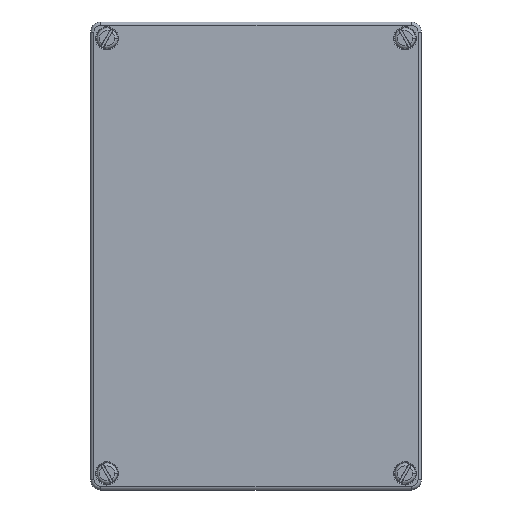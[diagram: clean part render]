
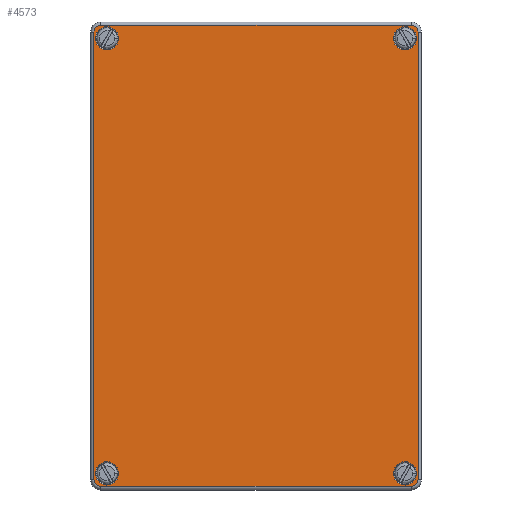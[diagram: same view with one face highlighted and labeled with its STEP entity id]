
A CAD part, top view. The second image highlights one B-rep face of the part: STEP entity #4573.
In plain terms, the highlighted planar face has unit normal (0, 0, 1).
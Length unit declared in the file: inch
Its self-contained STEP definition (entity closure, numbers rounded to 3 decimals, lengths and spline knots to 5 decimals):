
#158 = FACE_OUTER_BOUND ( 'NONE', #5490, .T. ) ;
#165 = FACE_BOUND ( 'NONE', #5500, .T. ) ;
#166 = FACE_BOUND ( 'NONE', #5493, .T. ) ;
#168 = FACE_BOUND ( 'NONE', #5492, .T. ) ;
#170 = FACE_BOUND ( 'NONE', #5491, .T. ) ;
#399 = ORIENTED_EDGE ( 'NONE', *, *, #7821, .T. ) ;
#799 = CARTESIAN_POINT ( 'NONE',  ( 2.23445, -3.31648, 2.17 ) ) ;
#850 = CARTESIAN_POINT ( 'NONE',  ( 2.33148, 3.21945, 2.17 ) ) ;
#904 = CARTESIAN_POINT ( 'NONE',  ( 2.33148, -3.21945, 2.17 ) ) ;
#1245 = VERTEX_POINT ( 'NONE', #904 ) ;
#1287 = VERTEX_POINT ( 'NONE', #850 ) ;
#1333 = VERTEX_POINT ( 'NONE', #799 ) ;
#1504 = VERTEX_POINT ( 'NONE', #6761 ) ;
#1516 = VERTEX_POINT ( 'NONE', #6749 ) ;
#1520 = VERTEX_POINT ( 'NONE', #6745 ) ;
#1528 = VERTEX_POINT ( 'NONE', #6737 ) ;
#1532 = VERTEX_POINT ( 'NONE', #6733 ) ;
#1537 = VERTEX_POINT ( 'NONE', #6728 ) ;
#1539 = VERTEX_POINT ( 'NONE', #6726 ) ;
#1541 = VERTEX_POINT ( 'NONE', #6724 ) ;
#1546 = VERTEX_POINT ( 'NONE', #6719 ) ;
#1552 = VERTEX_POINT ( 'NONE', #6713 ) ;
#1559 = VERTEX_POINT ( 'NONE', #6706 ) ;
#1571 = VERTEX_POINT ( 'NONE', #6694 ) ;
#1573 = VERTEX_POINT ( 'NONE', #6692 ) ;
#2344 = EDGE_CURVE ( 'NONE', #1532, #1528, #5997, .T. ) ;
#2346 = EDGE_CURVE ( 'NONE', #1559, #1573, #5993, .T. ) ;
#2348 = EDGE_CURVE ( 'NONE', #1333, #1245, #6001, .T. ) ;
#2349 = EDGE_CURVE ( 'NONE', #1520, #1516, #6002, .T. ) ;
#2352 = EDGE_CURVE ( 'NONE', #1537, #1546, #6006, .T. ) ;
#2353 = EDGE_CURVE ( 'NONE', #1541, #1539, #6007, .T. ) ;
#2354 = EDGE_CURVE ( 'NONE', #1573, #1571, #6009, .T. ) ;
#2355 = EDGE_CURVE ( 'NONE', #1571, #1333, #5999, .T. ) ;
#2356 = EDGE_CURVE ( 'NONE', #1245, #1287, #6010, .T. ) ;
#2357 = EDGE_CURVE ( 'NONE', #1287, #1504, #6012, .T. ) ;
#2358 = EDGE_CURVE ( 'NONE', #1504, #1552, #6000, .T. ) ;
#2359 = EDGE_CURVE ( 'NONE', #1552, #1559, #6014, .T. ) ;
#3751 = DIRECTION ( 'NONE',  ( 1., 0., 0. ) ) ;
#3752 = DIRECTION ( 'NONE',  ( 0., 0., -1. ) ) ;
#3754 = CARTESIAN_POINT ( 'NONE',  ( 2.144, 3.13, 2.17 ) ) ;
#3767 = DIRECTION ( 'NONE',  ( 1., 0., 0. ) ) ;
#3769 = DIRECTION ( 'NONE',  ( 0., 0., -1. ) ) ;
#3771 = CARTESIAN_POINT ( 'NONE',  ( -2.144, -3.13, 2.17 ) ) ;
#3783 = DIRECTION ( 'NONE',  ( 1., 0., 0. ) ) ;
#3784 = DIRECTION ( 'NONE',  ( 0., 0., -1. ) ) ;
#3785 = CARTESIAN_POINT ( 'NONE',  ( -2.144, 3.13, 2.17 ) ) ;
#3798 = DIRECTION ( 'NONE',  ( 1., 0., 0. ) ) ;
#3799 = DIRECTION ( 'NONE',  ( 0., 0., -1. ) ) ;
#3801 = CARTESIAN_POINT ( 'NONE',  ( 2.144, -3.13, 2.17 ) ) ;
#4573 = ADVANCED_FACE ( 'NONE', ( #165, #166, #168, #170, #158 ), #8746, .T. ) ;
#5490 = EDGE_LOOP ( 'NONE', ( #9587, #9520, #9312, #9334, #9327, #9211, #9339, #9332 ) ) ;
#5491 = EDGE_LOOP ( 'NONE', ( #9330, #9324 ) ) ;
#5492 = EDGE_LOOP ( 'NONE', ( #9052, #9348 ) ) ;
#5493 = EDGE_LOOP ( 'NONE', ( #9356, #399 ) ) ;
#5500 = EDGE_LOOP ( 'NONE', ( #9358, #9508 ) ) ;
#5993 = LINE ( 'NONE', #9678, #5995 ) ;
#5995 = VECTOR ( 'NONE', #9787, 39.37008 ) ;
#5997 = CIRCLE ( 'NONE', #8124, 0.1675 ) ;
#5999 = LINE ( 'NONE', #9621, #6004 ) ;
#6000 = LINE ( 'NONE', #9744, #6008 ) ;
#6001 = CIRCLE ( 'NONE', #8122, 0.09703 ) ;
#6002 = CIRCLE ( 'NONE', #8125, 0.1675 ) ;
#6004 = VECTOR ( 'NONE', #9619, 39.37008 ) ;
#6006 = CIRCLE ( 'NONE', #8128, 0.1675 ) ;
#6007 = CIRCLE ( 'NONE', #8126, 0.1675 ) ;
#6008 = VECTOR ( 'NONE', #9743, 39.37008 ) ;
#6009 = CIRCLE ( 'NONE', #8129, 0.09703 ) ;
#6010 = LINE ( 'NONE', #9732, #6011 ) ;
#6011 = VECTOR ( 'NONE', #9731, 39.37008 ) ;
#6012 = CIRCLE ( 'NONE', #8131, 0.09703 ) ;
#6014 = CIRCLE ( 'NONE', #8133, 0.09703 ) ;
#6692 = CARTESIAN_POINT ( 'NONE',  ( -2.33148, -3.21945, 2.17 ) ) ;
#6694 = CARTESIAN_POINT ( 'NONE',  ( -2.23445, -3.31648, 2.17 ) ) ;
#6706 = CARTESIAN_POINT ( 'NONE',  ( -2.33148, 3.21945, 2.17 ) ) ;
#6713 = CARTESIAN_POINT ( 'NONE',  ( -2.23445, 3.31648, 2.17 ) ) ;
#6719 = CARTESIAN_POINT ( 'NONE',  ( 1.9765, -3.13, 2.17 ) ) ;
#6724 = CARTESIAN_POINT ( 'NONE',  ( -1.9765, 3.13, 2.17 ) ) ;
#6726 = CARTESIAN_POINT ( 'NONE',  ( -2.3115, 3.13, 2.17 ) ) ;
#6728 = CARTESIAN_POINT ( 'NONE',  ( 2.3115, -3.13, 2.17 ) ) ;
#6733 = CARTESIAN_POINT ( 'NONE',  ( -1.9765, -3.13, 2.17 ) ) ;
#6737 = CARTESIAN_POINT ( 'NONE',  ( -2.3115, -3.13, 2.17 ) ) ;
#6745 = CARTESIAN_POINT ( 'NONE',  ( 2.3115, 3.13, 2.17 ) ) ;
#6749 = CARTESIAN_POINT ( 'NONE',  ( 1.9765, 3.13, 2.17 ) ) ;
#6761 = CARTESIAN_POINT ( 'NONE',  ( 2.23445, 3.31648, 2.17 ) ) ;
#7817 = EDGE_CURVE ( 'NONE', #1546, #1537, #8559, .T. ) ;
#7821 = EDGE_CURVE ( 'NONE', #1539, #1541, #8563, .T. ) ;
#7825 = EDGE_CURVE ( 'NONE', #1528, #1532, #8567, .T. ) ;
#7829 = EDGE_CURVE ( 'NONE', #1516, #1520, #8573, .T. ) ;
#8122 = AXIS2_PLACEMENT_3D ( 'NONE', #9777, #9739, #9715 ) ;
#8124 = AXIS2_PLACEMENT_3D ( 'NONE', #9679, #9691, #9692 ) ;
#8125 = AXIS2_PLACEMENT_3D ( 'NONE', #9797, #9736, #9758 ) ;
#8126 = AXIS2_PLACEMENT_3D ( 'NONE', #9630, #9627, #9625 ) ;
#8128 = AXIS2_PLACEMENT_3D ( 'NONE', #9722, #9633, #9632 ) ;
#8129 = AXIS2_PLACEMENT_3D ( 'NONE', #9628, #9622, #9626 ) ;
#8131 = AXIS2_PLACEMENT_3D ( 'NONE', #9757, #9742, #9745 ) ;
#8133 = AXIS2_PLACEMENT_3D ( 'NONE', #9623, #9741, #9740 ) ;
#8559 = CIRCLE ( 'NONE', #10957, 0.1675 ) ;
#8563 = CIRCLE ( 'NONE', #10961, 0.1675 ) ;
#8567 = CIRCLE ( 'NONE', #10965, 0.1675 ) ;
#8573 = CIRCLE ( 'NONE', #10969, 0.1675 ) ;
#8746 = PLANE ( 'NONE',  #10626 ) ;
#8748 = CARTESIAN_POINT ( 'NONE',  ( -2.38, -3.365, 2.17 ) ) ;
#9052 = ORIENTED_EDGE ( 'NONE', *, *, #2344, .T. ) ;
#9211 = ORIENTED_EDGE ( 'NONE', *, *, #2357, .T. ) ;
#9312 = ORIENTED_EDGE ( 'NONE', *, *, #2355, .T. ) ;
#9324 = ORIENTED_EDGE ( 'NONE', *, *, #7829, .T. ) ;
#9327 = ORIENTED_EDGE ( 'NONE', *, *, #2356, .T. ) ;
#9330 = ORIENTED_EDGE ( 'NONE', *, *, #2349, .T. ) ;
#9332 = ORIENTED_EDGE ( 'NONE', *, *, #2359, .T. ) ;
#9334 = ORIENTED_EDGE ( 'NONE', *, *, #2348, .T. ) ;
#9339 = ORIENTED_EDGE ( 'NONE', *, *, #2358, .T. ) ;
#9348 = ORIENTED_EDGE ( 'NONE', *, *, #7825, .T. ) ;
#9356 = ORIENTED_EDGE ( 'NONE', *, *, #2353, .T. ) ;
#9358 = ORIENTED_EDGE ( 'NONE', *, *, #2352, .T. ) ;
#9508 = ORIENTED_EDGE ( 'NONE', *, *, #7817, .T. ) ;
#9520 = ORIENTED_EDGE ( 'NONE', *, *, #2354, .T. ) ;
#9587 = ORIENTED_EDGE ( 'NONE', *, *, #2346, .T. ) ;
#9619 = DIRECTION ( 'NONE',  ( 1., 0., 0. ) ) ;
#9621 = CARTESIAN_POINT ( 'NONE',  ( 2.23445, -3.31648, 2.17 ) ) ;
#9622 = DIRECTION ( 'NONE',  ( 0., 0., 1. ) ) ;
#9623 = CARTESIAN_POINT ( 'NONE',  ( -2.23445, 3.21945, 2.17 ) ) ;
#9625 = DIRECTION ( 'NONE',  ( 1., 0., 0. ) ) ;
#9626 = DIRECTION ( 'NONE',  ( 1., 0., 0. ) ) ;
#9627 = DIRECTION ( 'NONE',  ( 0., 0., -1. ) ) ;
#9628 = CARTESIAN_POINT ( 'NONE',  ( -2.23445, -3.21945, 2.17 ) ) ;
#9630 = CARTESIAN_POINT ( 'NONE',  ( -2.144, 3.13, 2.17 ) ) ;
#9632 = DIRECTION ( 'NONE',  ( 1., 0., 0. ) ) ;
#9633 = DIRECTION ( 'NONE',  ( 0., 0., -1. ) ) ;
#9678 = CARTESIAN_POINT ( 'NONE',  ( -2.33148, -3.21945, 2.17 ) ) ;
#9679 = CARTESIAN_POINT ( 'NONE',  ( -2.144, -3.13, 2.17 ) ) ;
#9691 = DIRECTION ( 'NONE',  ( 0., 0., -1. ) ) ;
#9692 = DIRECTION ( 'NONE',  ( 1., 0., 0. ) ) ;
#9715 = DIRECTION ( 'NONE',  ( 1., 0., 0. ) ) ;
#9722 = CARTESIAN_POINT ( 'NONE',  ( 2.144, -3.13, 2.17 ) ) ;
#9731 = DIRECTION ( 'NONE',  ( 0., 1., 0. ) ) ;
#9732 = CARTESIAN_POINT ( 'NONE',  ( 2.33148, 3.21945, 2.17 ) ) ;
#9736 = DIRECTION ( 'NONE',  ( 0., 0., -1. ) ) ;
#9739 = DIRECTION ( 'NONE',  ( 0., 0., 1. ) ) ;
#9740 = DIRECTION ( 'NONE',  ( 1., 0., 0. ) ) ;
#9741 = DIRECTION ( 'NONE',  ( 0., 0., 1. ) ) ;
#9742 = DIRECTION ( 'NONE',  ( 0., 0., 1. ) ) ;
#9743 = DIRECTION ( 'NONE',  ( -1., 0., 0. ) ) ;
#9744 = CARTESIAN_POINT ( 'NONE',  ( -2.23445, 3.31648, 2.17 ) ) ;
#9745 = DIRECTION ( 'NONE',  ( 1., 0., 0. ) ) ;
#9757 = CARTESIAN_POINT ( 'NONE',  ( 2.23445, 3.21945, 2.17 ) ) ;
#9758 = DIRECTION ( 'NONE',  ( 1., 0., 0. ) ) ;
#9777 = CARTESIAN_POINT ( 'NONE',  ( 2.23445, -3.21945, 2.17 ) ) ;
#9787 = DIRECTION ( 'NONE',  ( 0., -1., 0. ) ) ;
#9797 = CARTESIAN_POINT ( 'NONE',  ( 2.144, 3.13, 2.17 ) ) ;
#10480 = DIRECTION ( 'NONE',  ( 1., 0., 0. ) ) ;
#10482 = DIRECTION ( 'NONE',  ( 0., 0., 1. ) ) ;
#10626 = AXIS2_PLACEMENT_3D ( 'NONE', #8748, #10482, #10480 ) ;
#10957 = AXIS2_PLACEMENT_3D ( 'NONE', #3801, #3799, #3798 ) ;
#10961 = AXIS2_PLACEMENT_3D ( 'NONE', #3785, #3784, #3783 ) ;
#10965 = AXIS2_PLACEMENT_3D ( 'NONE', #3771, #3769, #3767 ) ;
#10969 = AXIS2_PLACEMENT_3D ( 'NONE', #3754, #3752, #3751 ) ;
